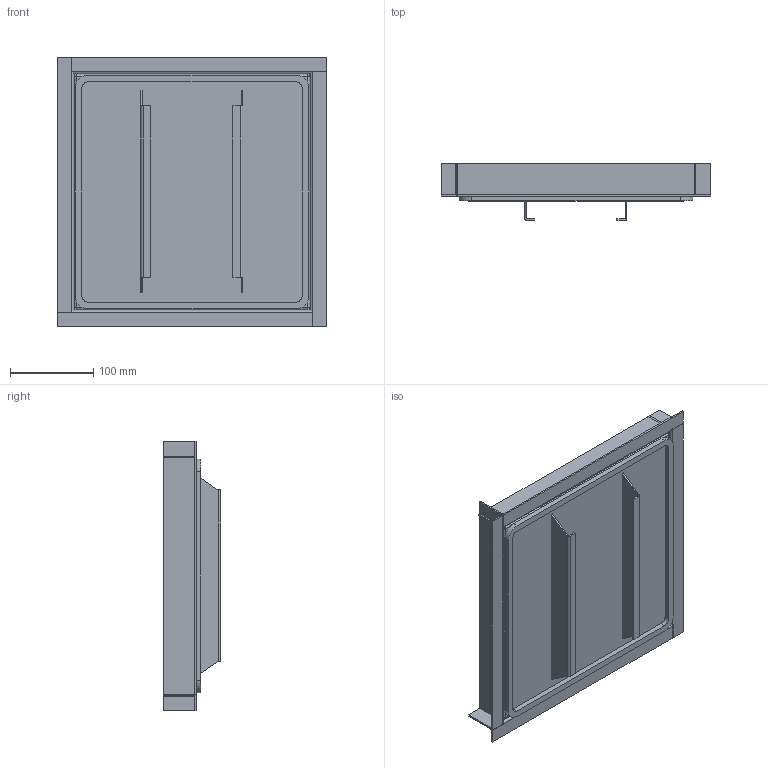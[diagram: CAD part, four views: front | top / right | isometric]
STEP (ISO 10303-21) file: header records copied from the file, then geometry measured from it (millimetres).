
FILE_DESCRIPTION (( 'STEP AP214' ), '1' );
FILE_NAME ('7405948_KSTP1.stp', '2016-10-14T13:18:34', ( '' ), ( '' ), 'SwSTEP 2.0', 'SolidWorks 2016', '' );
FILE_SCHEMA (( 'AUTOMOTIVE_DESIGN' ));
Length unit declared in the file: millimetre
Products named in the file (7): 7405948_KSTP1; 079347_39408080T1_H= 39_VA; 43816BA_Standard; 43812AB_Standard; 40466BB_H= 19mm_VA; 40546AA_39409826_250_H=40_VA; P_42994A_1_Standard
Assembly tree (10 placements, depth 3):
  7405948_KSTP1
    40466BB_H= 19mm_VA
      079347_39408080T1_H= 39_VA
      43816BA_Standard  x2
      43812AB_Standard
    40546AA_39409826_250_H=40_VA  x4
    P_42994A_1_Standard
Bounding box: 323.8 x 69 x 323.8 mm (x, y, z)
Volume: 1081828.9 mm3; surface area: 626497.5 mm2
Topology: 9 solids, 9 shells, 178 faces, 400 edges, 240 vertices
Faces by surface type: plane 150, cylinder 28
Entity records: 3580 total; most frequent: DIRECTION 580, CARTESIAN_POINT 576, ORIENTED_EDGE 552, EDGE_CURVE 276, VECTOR 236, LINE 236, AXIS2_PLACEMENT_3D 172, VERTEX_POINT 168
